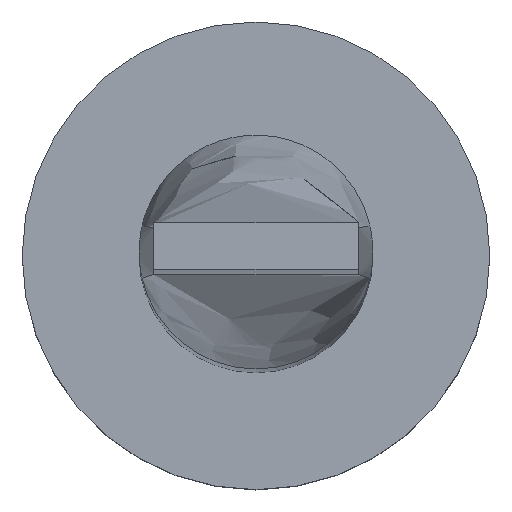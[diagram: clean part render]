
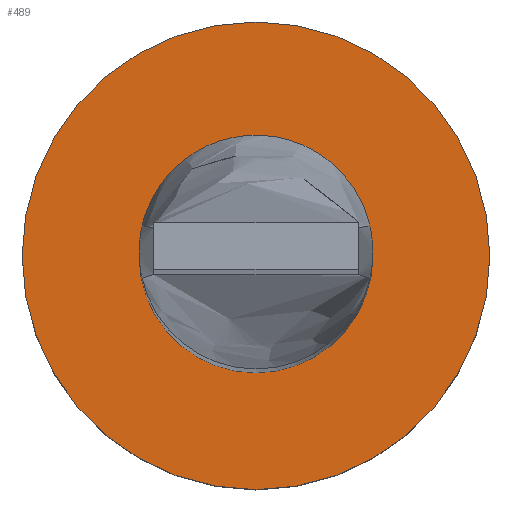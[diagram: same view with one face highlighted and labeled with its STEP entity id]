
A CAD part, top view. The second image highlights one B-rep face of the part: STEP entity #489.
In plain terms, the highlighted planar face has unit normal (0, 0, 1).
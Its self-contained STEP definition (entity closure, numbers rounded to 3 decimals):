
#10 = AXIS2_PLACEMENT_3D ( 'NONE', #153, #330, #568 ) ;
#14 = DIRECTION ( 'NONE',  ( 0., 0., 1. ) ) ;
#35 = DIRECTION ( 'NONE',  ( 0., 0., 1. ) ) ;
#36 = EDGE_CURVE ( 'NONE', #79, #67, #258, .T. ) ;
#56 = CIRCLE ( 'NONE', #277, 2. ) ;
#67 = VERTEX_POINT ( 'NONE', #392 ) ;
#79 = VERTEX_POINT ( 'NONE', #336 ) ;
#82 = CARTESIAN_POINT ( 'NONE',  ( 0., 0., 3. ) ) ;
#104 = PLANE ( 'NONE',  #112 ) ;
#109 = DIRECTION ( 'NONE',  ( 1., 0., 0. ) ) ;
#112 = AXIS2_PLACEMENT_3D ( 'NONE', #537, #282, #542 ) ;
#118 = EDGE_CURVE ( 'NONE', #302, #454, #132, .T. ) ;
#132 = CIRCLE ( 'NONE', #452, 2. ) ;
#147 = FACE_BOUND ( 'NONE', #438, .T. ) ;
#153 = CARTESIAN_POINT ( 'NONE',  ( 0., 0., 3. ) ) ;
#163 = CARTESIAN_POINT ( 'NONE',  ( 0., 0., 3. ) ) ;
#164 = AXIS2_PLACEMENT_3D ( 'NONE', #82, #220, #166 ) ;
#166 = DIRECTION ( 'NONE',  ( 1., 0., 0. ) ) ;
#177 = ORIENTED_EDGE ( 'NONE', *, *, #36, .T. ) ;
#219 = DIRECTION ( 'NONE',  ( 1., 0., 0. ) ) ;
#220 = DIRECTION ( 'NONE',  ( 0., 0., 1. ) ) ;
#226 = EDGE_CURVE ( 'NONE', #67, #79, #367, .T. ) ;
#242 = CARTESIAN_POINT ( 'NONE',  ( -2., 0., 3. ) ) ;
#258 = CIRCLE ( 'NONE', #164, 4. ) ;
#277 = AXIS2_PLACEMENT_3D ( 'NONE', #541, #14, #109 ) ;
#282 = DIRECTION ( 'NONE',  ( 0., 0., 1. ) ) ;
#302 = VERTEX_POINT ( 'NONE', #447 ) ;
#330 = DIRECTION ( 'NONE',  ( 0., 0., 1. ) ) ;
#336 = CARTESIAN_POINT ( 'NONE',  ( -4., 0., 3. ) ) ;
#338 = EDGE_CURVE ( 'NONE', #454, #302, #56, .T. ) ;
#367 = CIRCLE ( 'NONE', #10, 4. ) ;
#387 = ORIENTED_EDGE ( 'NONE', *, *, #118, .F. ) ;
#392 = CARTESIAN_POINT ( 'NONE',  ( 4., 0., 3. ) ) ;
#437 = ORIENTED_EDGE ( 'NONE', *, *, #226, .T. ) ;
#438 = EDGE_LOOP ( 'NONE', ( #531, #387 ) ) ;
#447 = CARTESIAN_POINT ( 'NONE',  ( 2., 0., 3. ) ) ;
#452 = AXIS2_PLACEMENT_3D ( 'NONE', #163, #35, #219 ) ;
#454 = VERTEX_POINT ( 'NONE', #242 ) ;
#479 = EDGE_LOOP ( 'NONE', ( #177, #437 ) ) ;
#489 = ADVANCED_FACE ( 'NONE', ( #147, #508 ), #104, .T. ) ;
#508 = FACE_OUTER_BOUND ( 'NONE', #479, .T. ) ;
#531 = ORIENTED_EDGE ( 'NONE', *, *, #338, .F. ) ;
#537 = CARTESIAN_POINT ( 'NONE',  ( 0., 0., 3. ) ) ;
#541 = CARTESIAN_POINT ( 'NONE',  ( 0., 0., 3. ) ) ;
#542 = DIRECTION ( 'NONE',  ( 1., 0., 0. ) ) ;
#568 = DIRECTION ( 'NONE',  ( 1., 0., 0. ) ) ;
